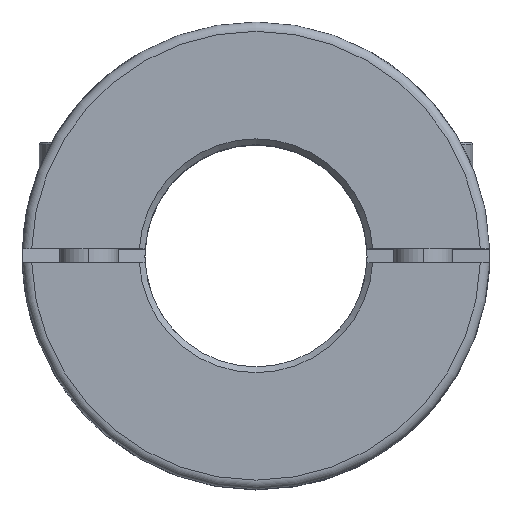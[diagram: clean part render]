
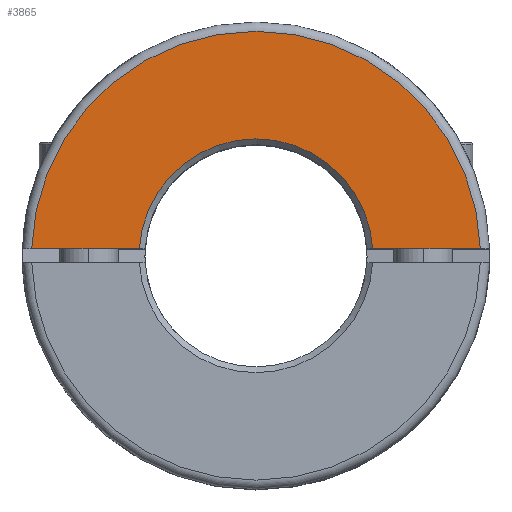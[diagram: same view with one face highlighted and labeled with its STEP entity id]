
A CAD part, top view. The second image highlights one B-rep face of the part: STEP entity #3865.
In plain terms, the highlighted planar face has unit normal (0, 0, 1).
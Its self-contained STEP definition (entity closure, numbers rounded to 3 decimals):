
#175 = DIRECTION ( 'NONE',  ( 0., 0., -1. ) ) ;
#266 = DIRECTION ( 'NONE',  ( -1., 0., 0. ) ) ;
#375 = ORIENTED_EDGE ( 'NONE', *, *, #7384, .F. ) ;
#430 = DIRECTION ( 'NONE',  ( 1., 0., 0. ) ) ;
#736 = CARTESIAN_POINT ( 'NONE',  ( 0., 0., 19.5 ) ) ;
#1214 = DIRECTION ( 'NONE',  ( -1., 0., 0. ) ) ;
#1371 = EDGE_CURVE ( 'NONE', #6247, #2924, #2049, .T. ) ;
#1452 = CARTESIAN_POINT ( 'NONE',  ( -9.982, 0.6, 19.5 ) ) ;
#1570 = VECTOR ( 'NONE', #1214, 1000. ) ;
#1577 = DIRECTION ( 'NONE',  ( 0., 0., 1. ) ) ;
#1991 = VERTEX_POINT ( 'NONE', #2566 ) ;
#2022 = EDGE_CURVE ( 'NONE', #6247, #1991, #5221, .T. ) ;
#2049 = LINE ( 'NONE', #3263, #5650 ) ;
#2566 = CARTESIAN_POINT ( 'NONE',  ( -19.191, 0.6, 19.5 ) ) ;
#2924 = VERTEX_POINT ( 'NONE', #3522 ) ;
#3156 = ORIENTED_EDGE ( 'NONE', *, *, #4922, .T. ) ;
#3186 = EDGE_LOOP ( 'NONE', ( #4888, #3910, #375, #3156 ) ) ;
#3263 = CARTESIAN_POINT ( 'NONE',  ( 0., 0.6, 19.5 ) ) ;
#3300 = PLANE ( 'NONE',  #3448 ) ;
#3340 = AXIS2_PLACEMENT_3D ( 'NONE', #4516, #1577, #7522 ) ;
#3448 = AXIS2_PLACEMENT_3D ( 'NONE', #7016, #5805, #430 ) ;
#3522 = CARTESIAN_POINT ( 'NONE',  ( 9.982, 0.6, 19.5 ) ) ;
#3556 = CIRCLE ( 'NONE', #6555, 10. ) ;
#3708 = VERTEX_POINT ( 'NONE', #1452 ) ;
#3865 = ADVANCED_FACE ( 'NONE', ( #5766 ), #3300, .T. ) ;
#3910 = ORIENTED_EDGE ( 'NONE', *, *, #2022, .T. ) ;
#3955 = CARTESIAN_POINT ( 'NONE',  ( 19.191, 0.6, 19.5 ) ) ;
#4348 = DIRECTION ( 'NONE',  ( 1., 0., 0. ) ) ;
#4516 = CARTESIAN_POINT ( 'NONE',  ( 0., 0., 19.5 ) ) ;
#4671 = LINE ( 'NONE', #6616, #1570 ) ;
#4888 = ORIENTED_EDGE ( 'NONE', *, *, #1371, .F. ) ;
#4922 = EDGE_CURVE ( 'NONE', #3708, #2924, #3556, .T. ) ;
#5221 = CIRCLE ( 'NONE', #3340, 19.2 ) ;
#5650 = VECTOR ( 'NONE', #266, 1000. ) ;
#5766 = FACE_OUTER_BOUND ( 'NONE', #3186, .T. ) ;
#5805 = DIRECTION ( 'NONE',  ( 0., 0., 1. ) ) ;
#6247 = VERTEX_POINT ( 'NONE', #3955 ) ;
#6555 = AXIS2_PLACEMENT_3D ( 'NONE', #736, #175, #4348 ) ;
#6616 = CARTESIAN_POINT ( 'NONE',  ( 0., 0.6, 19.5 ) ) ;
#7016 = CARTESIAN_POINT ( 'NONE',  ( 0., 0., 19.5 ) ) ;
#7384 = EDGE_CURVE ( 'NONE', #3708, #1991, #4671, .T. ) ;
#7522 = DIRECTION ( 'NONE',  ( 1., 0., 0. ) ) ;
